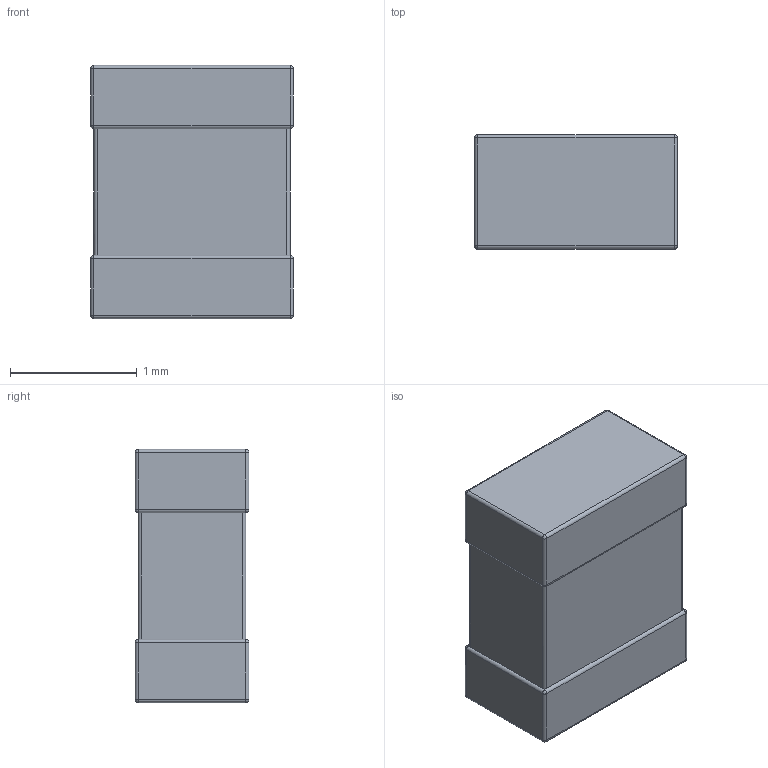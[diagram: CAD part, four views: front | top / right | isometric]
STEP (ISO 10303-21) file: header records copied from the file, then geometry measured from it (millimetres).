
FILE_DESCRIPTION (( 'STEP AP214' ), '1' );
FILE_NAME ('LQM2MPN4R7NG0L.STEP', '2022-07-08T06:34:15', ( '' ), ( '' ), 'SwSTEP 2.0', 'SolidWorks 2018', '' );
FILE_SCHEMA (( 'AUTOMOTIVE_DESIGN' ));
Length unit declared in the file: millimetre
Products named in the file (1): LQM2MPN4R7NG0L
Bounding box: 1.6 x 0.9 x 2 mm (x, y, z)
Volume: 2.8 mm3; surface area: 12.6 mm2
Topology: 1 solids, 1 shells, 66 faces, 152 edges, 72 vertices
Faces by surface type: cylinder 36, sphere 16, plane 14
Entity records: 2552 total; most frequent: CARTESIAN_POINT 443, DIRECTION 294, ORIENTED_EDGE 272, EDGE_CURVE 136, AXIS2_PLACEMENT_3D 115, VERTEX_POINT 72, UNCERTAINTY_MEASURE_WITH_UNIT 69, MECHANICAL_DESIGN_GEOMETRIC_PRESENTATION_REPRESENTATION 68
